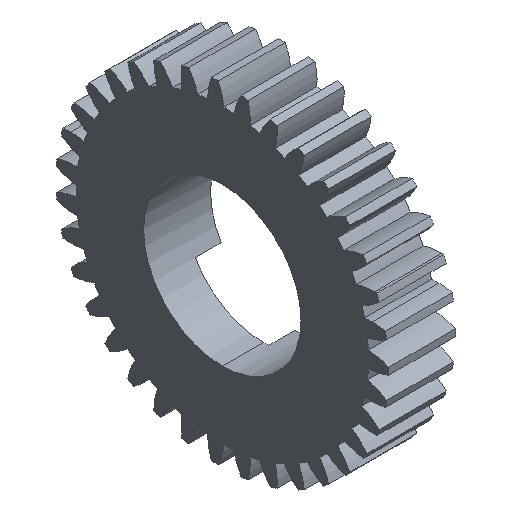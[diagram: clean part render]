
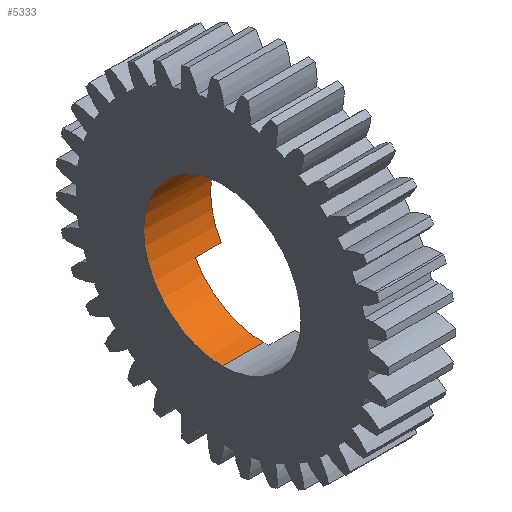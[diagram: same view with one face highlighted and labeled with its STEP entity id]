
A CAD part, isometric view. The second image highlights one B-rep face of the part: STEP entity #5333.
In plain terms, the highlighted cylindrical face has radius 11.113 mm (diameter 22.225 mm), a partial arc.
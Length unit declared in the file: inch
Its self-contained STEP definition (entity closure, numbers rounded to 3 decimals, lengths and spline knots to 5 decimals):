
#36 = CARTESIAN_POINT ( 'NONE',  ( 0.372, 0.37889, -0.21875 ) ) ;
#130 = EDGE_CURVE ( 'NONE', #4435, #5454, #5260, .T. ) ;
#295 = VECTOR ( 'NONE', #3241, 39.37008 ) ;
#336 = FACE_OUTER_BOUND ( 'NONE', #4795, .T. ) ;
#350 = VERTEX_POINT ( 'NONE', #2834 ) ;
#393 = DIRECTION ( 'NONE',  ( 1., 0., 0. ) ) ;
#529 = VERTEX_POINT ( 'NONE', #1073 ) ;
#607 = AXIS2_PLACEMENT_3D ( 'NONE', #1479, #4666, #1933 ) ;
#630 = ORIENTED_EDGE ( 'NONE', *, *, #130, .T. ) ;
#659 = EDGE_CURVE ( 'NONE', #3000, #350, #2627, .T. ) ;
#733 = VECTOR ( 'NONE', #2050, 39.37008 ) ;
#966 = EDGE_CURVE ( 'NONE', #1358, #529, #3602, .T. ) ;
#1073 = CARTESIAN_POINT ( 'NONE',  ( 0., 0., 0.4375 ) ) ;
#1128 = EDGE_CURVE ( 'NONE', #1358, #2184, #5172, .T. ) ;
#1346 = EDGE_CURVE ( 'NONE', #2538, #350, #3754, .T. ) ;
#1349 = CARTESIAN_POINT ( 'NONE',  ( 0., 0.37889, -0.21875 ) ) ;
#1358 = VERTEX_POINT ( 'NONE', #4151 ) ;
#1422 = ORIENTED_EDGE ( 'NONE', *, *, #1128, .T. ) ;
#1426 = CARTESIAN_POINT ( 'NONE',  ( 0.228, 0., 0.4375 ) ) ;
#1428 = CIRCLE ( 'NONE', #3108, 0.4375 ) ;
#1479 = CARTESIAN_POINT ( 'NONE',  ( 0.372, 0., 0. ) ) ;
#1517 = ORIENTED_EDGE ( 'NONE', *, *, #1346, .T. ) ;
#1550 = DIRECTION ( 'NONE',  ( 1., 0., 0. ) ) ;
#1583 = AXIS2_PLACEMENT_3D ( 'NONE', #4005, #393, #3097 ) ;
#1590 = CARTESIAN_POINT ( 'NONE',  ( 0.228, 0., 0. ) ) ;
#1676 = VECTOR ( 'NONE', #5407, 39.37008 ) ;
#1904 = CARTESIAN_POINT ( 'NONE',  ( 0.228, 0., -0.4375 ) ) ;
#1920 = LINE ( 'NONE', #3415, #733 ) ;
#1933 = DIRECTION ( 'NONE',  ( 0., 0., -1. ) ) ;
#2009 = ORIENTED_EDGE ( 'NONE', *, *, #966, .F. ) ;
#2043 = DIRECTION ( 'NONE',  ( 0., 0., -1. ) ) ;
#2050 = DIRECTION ( 'NONE',  ( 1., 0., 0. ) ) ;
#2169 = AXIS2_PLACEMENT_3D ( 'NONE', #1590, #4767, #2043 ) ;
#2184 = VERTEX_POINT ( 'NONE', #1904 ) ;
#2226 = CARTESIAN_POINT ( 'NONE',  ( 0., 0., -0.4375 ) ) ;
#2324 = ORIENTED_EDGE ( 'NONE', *, *, #5588, .F. ) ;
#2421 = CARTESIAN_POINT ( 'NONE',  ( 0.228, 0., 0. ) ) ;
#2487 = CARTESIAN_POINT ( 'NONE',  ( 0.228, 0.37889, -0.21875 ) ) ;
#2538 = VERTEX_POINT ( 'NONE', #2958 ) ;
#2627 = CIRCLE ( 'NONE', #2169, 0.4375 ) ;
#2645 = ORIENTED_EDGE ( 'NONE', *, *, #659, .F. ) ;
#2834 = CARTESIAN_POINT ( 'NONE',  ( 0.228, 0.39322, 0.19179 ) ) ;
#2883 = DIRECTION ( 'NONE',  ( 0., 0., -1. ) ) ;
#2958 = CARTESIAN_POINT ( 'NONE',  ( 0.372, 0.39322, 0.19179 ) ) ;
#3000 = VERTEX_POINT ( 'NONE', #1426 ) ;
#3097 = DIRECTION ( 'NONE',  ( 0., 0., -1. ) ) ;
#3108 = AXIS2_PLACEMENT_3D ( 'NONE', #2421, #5591, #2883 ) ;
#3241 = DIRECTION ( 'NONE',  ( -1., 0., 0. ) ) ;
#3331 = ORIENTED_EDGE ( 'NONE', *, *, #5654, .F. ) ;
#3415 = CARTESIAN_POINT ( 'NONE',  ( 0., 0., 0.4375 ) ) ;
#3602 = CIRCLE ( 'NONE', #4312, 0.4375 ) ;
#3621 = DIRECTION ( 'NONE',  ( 1., 0., 0. ) ) ;
#3754 = LINE ( 'NONE', #5043, #295 ) ;
#4005 = CARTESIAN_POINT ( 'NONE',  ( 0., 0., 0. ) ) ;
#4040 = VECTOR ( 'NONE', #3621, 39.37008 ) ;
#4151 = CARTESIAN_POINT ( 'NONE',  ( 0., 0., -0.4375 ) ) ;
#4266 = CARTESIAN_POINT ( 'NONE',  ( 0., 0., 0. ) ) ;
#4312 = AXIS2_PLACEMENT_3D ( 'NONE', #4266, #1550, #4741 ) ;
#4435 = VERTEX_POINT ( 'NONE', #2487 ) ;
#4621 = ORIENTED_EDGE ( 'NONE', *, *, #5241, .T. ) ;
#4642 = CIRCLE ( 'NONE', #607, 0.4375 ) ;
#4666 = DIRECTION ( 'NONE',  ( 1., 0., 0. ) ) ;
#4741 = DIRECTION ( 'NONE',  ( 0., 0., -1. ) ) ;
#4767 = DIRECTION ( 'NONE',  ( -1., 0., 0. ) ) ;
#4795 = EDGE_LOOP ( 'NONE', ( #3331, #2009, #1422, #2324, #630, #4621, #1517, #2645 ) ) ;
#4859 = CYLINDRICAL_SURFACE ( 'NONE', #1583, 0.4375 ) ;
#5043 = CARTESIAN_POINT ( 'NONE',  ( 0., 0.39322, 0.19179 ) ) ;
#5172 = LINE ( 'NONE', #2226, #1676 ) ;
#5241 = EDGE_CURVE ( 'NONE', #5454, #2538, #4642, .T. ) ;
#5260 = LINE ( 'NONE', #1349, #4040 ) ;
#5333 = ADVANCED_FACE ( 'NONE', ( #336 ), #4859, .F. ) ;
#5407 = DIRECTION ( 'NONE',  ( 1., 0., 0. ) ) ;
#5454 = VERTEX_POINT ( 'NONE', #36 ) ;
#5588 = EDGE_CURVE ( 'NONE', #4435, #2184, #1428, .T. ) ;
#5591 = DIRECTION ( 'NONE',  ( -1., 0., 0. ) ) ;
#5654 = EDGE_CURVE ( 'NONE', #529, #3000, #1920, .T. ) ;
